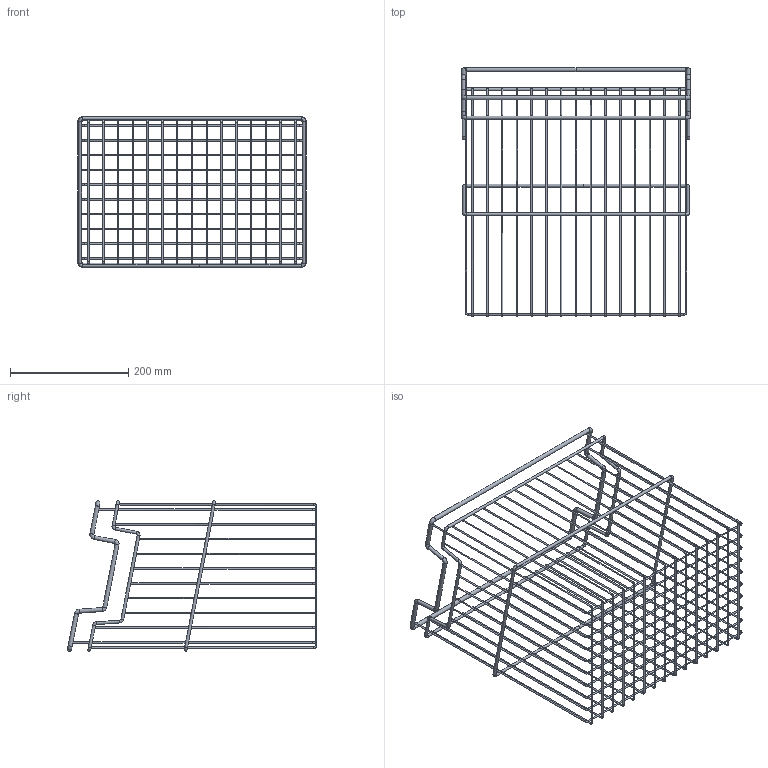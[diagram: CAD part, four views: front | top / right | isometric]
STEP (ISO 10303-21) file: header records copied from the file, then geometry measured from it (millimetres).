
FILE_DESCRIPTION(/* description */ (''),/* implementation_level */ '2;1');
FILE_NAME(/* name */ '3D_600-0144-XX.sat.ipt.stp',/* time_stamp */ '2023-04-06T10:53:41+02:00',/* author */ (''),/* organization */ (''),/* preprocessor_version */ 'ST-DEVELOPER v18.1',/* originating_system */ 'Autodesk Inventor 2021',/* authorisation */ '');
FILE_SCHEMA (('CONFIG_CONTROL_DESIGN'));
Length unit declared in the file: millimetre
Products named in the file (1): 3D_600-0144-XX.sat
Bounding box: 387.5 x 421.27 x 254.37 mm (x, y, z)
Volume: 211911.9 mm3; surface area: 258396.8 mm2
Topology: 28 solids, 28 shells, 240 faces, 520 edges, 336 vertices
Faces by surface type: cylinder 106, torus 78, plane 56
Full cylindrical faces by diameter (mm): 2.4 x75, 4.8 x18, 6.8 x13
Entity records: 6785 total; most frequent: DIRECTION 1416, CARTESIAN_POINT 1097, ORIENTED_EDGE 1040, AXIS2_PLACEMENT_3D 655, EDGE_CURVE 520, CIRCLE 364, VERTEX_POINT 336, FACE_OUTER_BOUND 240
